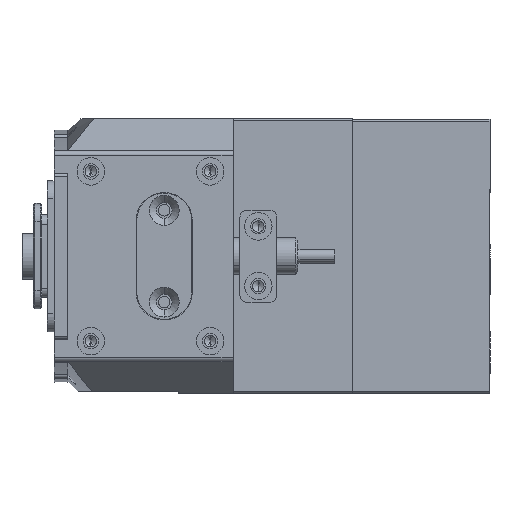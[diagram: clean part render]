
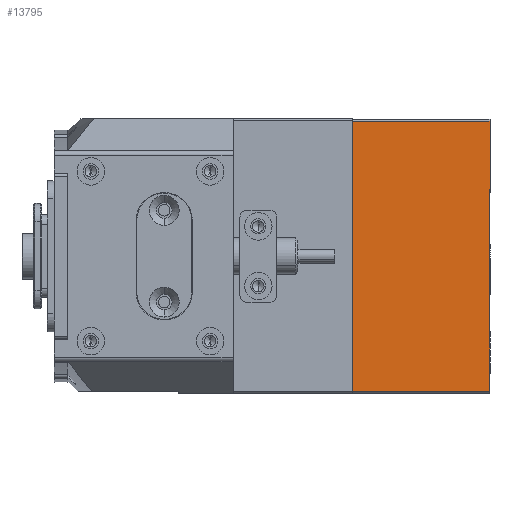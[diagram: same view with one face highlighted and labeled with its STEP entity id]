
A CAD part, left-side view. The second image highlights one B-rep face of the part: STEP entity #13795.
In plain terms, the highlighted planar face has unit normal (-1, 0, 0).
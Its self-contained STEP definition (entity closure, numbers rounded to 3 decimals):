
#1338 = DIRECTION ( 'NONE',  ( 0., 1., 0. ) ) ;
#1913 = DIRECTION ( 'NONE',  ( 0., 0., 1. ) ) ;
#2311 = ORIENTED_EDGE ( 'NONE', *, *, #31585, .F. ) ;
#3342 = ORIENTED_EDGE ( 'NONE', *, *, #40056, .T. ) ;
#4177 = VECTOR ( 'NONE', #1913, 1000. ) ;
#4224 = EDGE_CURVE ( 'NONE', #8663, #26492, #45616, .T. ) ;
#5400 = CARTESIAN_POINT ( 'NONE',  ( -50.5, -29.4, -30. ) ) ;
#6809 = DIRECTION ( 'NONE',  ( 0., 1., 0. ) ) ;
#8663 = VERTEX_POINT ( 'NONE', #32419 ) ;
#10124 = CARTESIAN_POINT ( 'NONE',  ( -50.5, 29.9, 0. ) ) ;
#10639 = CARTESIAN_POINT ( 'NONE',  ( -50.5, -29.4, 0. ) ) ;
#12188 = DIRECTION ( 'NONE',  ( 0., 0., -1. ) ) ;
#13090 = CARTESIAN_POINT ( 'NONE',  ( -50.5, 29.4, -30. ) ) ;
#13562 = CARTESIAN_POINT ( 'NONE',  ( -50.5, 29.4, 0. ) ) ;
#13783 = AXIS2_PLACEMENT_3D ( 'NONE', #25107, #35268, #1338 ) ;
#13795 = ADVANCED_FACE ( 'NONE', ( #16926 ), #27772, .F. ) ;
#16926 = FACE_OUTER_BOUND ( 'NONE', #45644, .T. ) ;
#21403 = ORIENTED_EDGE ( 'NONE', *, *, #31424, .T. ) ;
#23745 = VECTOR ( 'NONE', #6809, 1000. ) ;
#23785 = VECTOR ( 'NONE', #40576, 1000. ) ;
#25107 = CARTESIAN_POINT ( 'NONE',  ( -50.5, 29.9, -30. ) ) ;
#25939 = CARTESIAN_POINT ( 'NONE',  ( -50.5, 29.9, -30. ) ) ;
#26492 = VERTEX_POINT ( 'NONE', #10639 ) ;
#26534 = LINE ( 'NONE', #31405, #38438 ) ;
#27772 = PLANE ( 'NONE',  #13783 ) ;
#28133 = VERTEX_POINT ( 'NONE', #13562 ) ;
#28577 = LINE ( 'NONE', #10124, #23785 ) ;
#31405 = CARTESIAN_POINT ( 'NONE',  ( -50.5, 29.4, -30. ) ) ;
#31424 = EDGE_CURVE ( 'NONE', #26492, #28133, #28577, .T. ) ;
#31585 = EDGE_CURVE ( 'NONE', #8663, #46893, #32726, .T. ) ;
#32419 = CARTESIAN_POINT ( 'NONE',  ( -50.5, -29.4, -30. ) ) ;
#32726 = LINE ( 'NONE', #25939, #23745 ) ;
#35268 = DIRECTION ( 'NONE',  ( 1., 0., 0. ) ) ;
#38438 = VECTOR ( 'NONE', #12188, 1000. ) ;
#40056 = EDGE_CURVE ( 'NONE', #28133, #46893, #26534, .T. ) ;
#40576 = DIRECTION ( 'NONE',  ( 0., 1., 0. ) ) ;
#44954 = ORIENTED_EDGE ( 'NONE', *, *, #4224, .T. ) ;
#45616 = LINE ( 'NONE', #5400, #4177 ) ;
#45644 = EDGE_LOOP ( 'NONE', ( #21403, #3342, #2311, #44954 ) ) ;
#46893 = VERTEX_POINT ( 'NONE', #13090 ) ;
